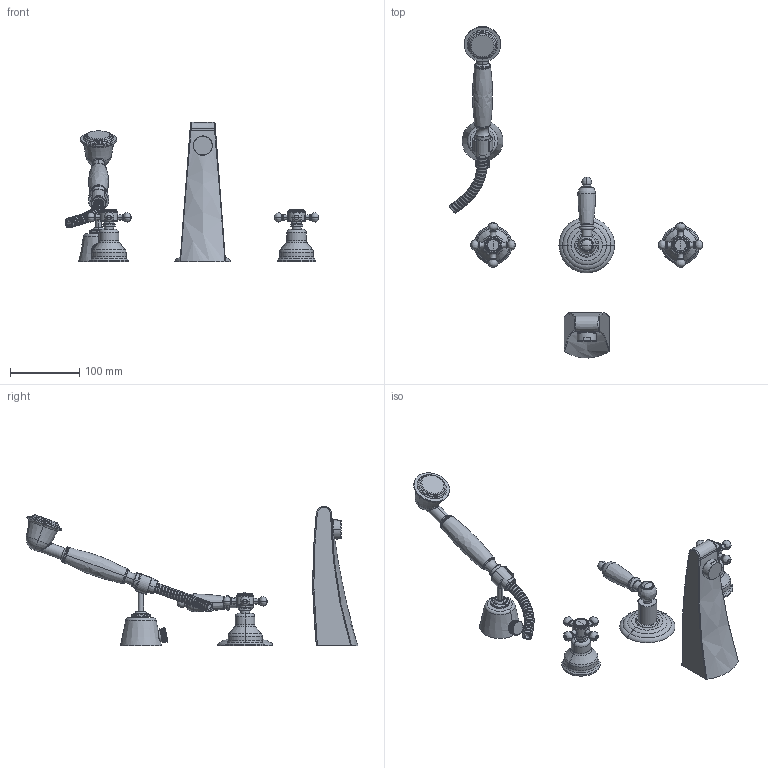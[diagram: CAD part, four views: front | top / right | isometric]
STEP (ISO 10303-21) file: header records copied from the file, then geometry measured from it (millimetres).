
FILE_DESCRIPTION((''),'2;1');
FILE_NAME('VLV001CR','2021-11-11T08:34:32',('ut3'),('PAFFONI SpA'),'CREO PARAMETRIC BY PTC INC, 2020044','CREO PARAMETRIC BY PTC INC, 2020044','');
FILE_SCHEMA(('CONFIG_CONTROL_DESIGN','SHAPE_APPEARANCE_LAYERS_GROUPS'));
Products named in the file (1): VLV001CR
Bounding box: 365.12 x 477.71 x 200.5 mm (x, y, z)
Volume: 883643.8 mm3; surface area: 144146.1 mm2
Topology: 5 solids, 6 shells, 1179 faces, 3054 edges, 1912 vertices
Faces by surface type: plane 498, cylinder 342, torus 164, bspline 98, cone 43, sphere 34
Entity records: 70054 total; most frequent: CARTESIAN_POINT 32166, ORIENTED_EDGE 6048, DIRECTION 5669, EDGE_CURVE 3024, AXIS2_PLACEMENT_3D 2212, VERTEX_POINT 1910, FILL_AREA_STYLE_COLOUR 1508, FILL_AREA_STYLE 1508
